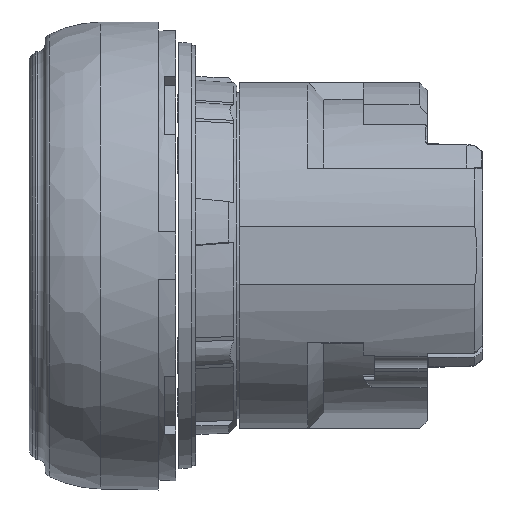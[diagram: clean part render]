
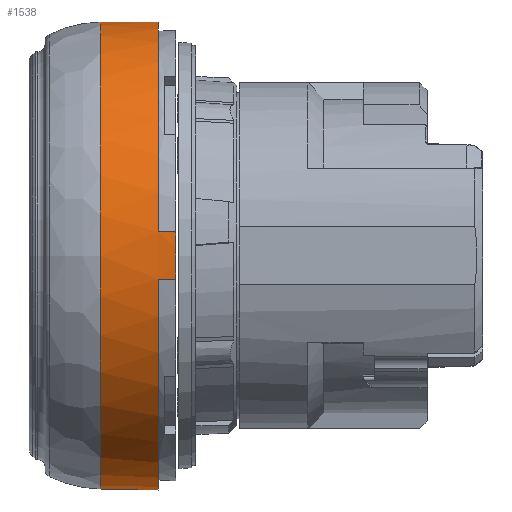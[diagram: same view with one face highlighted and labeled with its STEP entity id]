
A CAD part, left-side view. The second image highlights one B-rep face of the part: STEP entity #1538.
In plain terms, the highlighted conical face has half-angle 1 degrees and reference radius 14.75 mm.
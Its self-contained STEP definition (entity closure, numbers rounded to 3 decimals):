
#1231=B_SPLINE_CURVE_WITH_KNOTS('',3,(#8625,#8626,#8627,#8628),
 .UNSPECIFIED.,.F.,.F.,(4,4),(0.,1.),.UNSPECIFIED.);
#1232=B_SPLINE_CURVE_WITH_KNOTS('',3,(#8632,#8633,#8634,#8635),
 .UNSPECIFIED.,.F.,.F.,(4,4),(0.,1.),.UNSPECIFIED.);
#1233=B_SPLINE_CURVE_WITH_KNOTS('',3,(#8639,#8640,#8641,#8642),
 .UNSPECIFIED.,.F.,.F.,(4,4),(0.,1.),.UNSPECIFIED.);
#1234=B_SPLINE_CURVE_WITH_KNOTS('',3,(#8646,#8647,#8648,#8649),
 .UNSPECIFIED.,.F.,.F.,(4,4),(0.,1.),.UNSPECIFIED.);
#1415=CONICAL_SURFACE('',#6067,14.75,1.);
#1538=ADVANCED_FACE('',(#1997,#1998),#1415,.T.);
#1997=FACE_BOUND('',#2057,.T.);
#1998=FACE_BOUND('',#2058,.T.);
#2057=EDGE_LOOP('',(#2398));
#2058=EDGE_LOOP('',(#2399,#2400,#2401,#2402,#2403,#2404,#2405,#2406));
#2398=ORIENTED_EDGE('',*,*,#4742,.T.);
#2399=ORIENTED_EDGE('',*,*,#4749,.T.);
#2400=ORIENTED_EDGE('',*,*,#4750,.F.);
#2401=ORIENTED_EDGE('',*,*,#4751,.F.);
#2402=ORIENTED_EDGE('',*,*,#4752,.T.);
#2403=ORIENTED_EDGE('',*,*,#4753,.T.);
#2404=ORIENTED_EDGE('',*,*,#4754,.F.);
#2405=ORIENTED_EDGE('',*,*,#4755,.F.);
#2406=ORIENTED_EDGE('',*,*,#4756,.T.);
#4072=VERTEX_POINT('',#8574);
#4079=VERTEX_POINT('',#8623);
#4080=VERTEX_POINT('',#8624);
#4081=VERTEX_POINT('',#8629);
#4082=VERTEX_POINT('',#8631);
#4083=VERTEX_POINT('',#8636);
#4084=VERTEX_POINT('',#8638);
#4085=VERTEX_POINT('',#8643);
#4086=VERTEX_POINT('',#8645);
#4742=EDGE_CURVE('',#4072,#4072,#5710,.T.);
#4749=EDGE_CURVE('',#4079,#4080,#5717,.T.);
#4750=EDGE_CURVE('',#4081,#4080,#1231,.T.);
#4751=EDGE_CURVE('',#4082,#4081,#5718,.T.);
#4752=EDGE_CURVE('',#4082,#4083,#1232,.T.);
#4753=EDGE_CURVE('',#4083,#4084,#5719,.T.);
#4754=EDGE_CURVE('',#4085,#4084,#1233,.T.);
#4755=EDGE_CURVE('',#4086,#4085,#5720,.T.);
#4756=EDGE_CURVE('',#4086,#4079,#1234,.T.);
#5710=CIRCLE('',#6049,14.667);
#5717=CIRCLE('',#6063,14.731);
#5718=CIRCLE('',#6064,14.75);
#5719=CIRCLE('',#6065,14.731);
#5720=CIRCLE('',#6066,14.75);
#6049=AXIS2_PLACEMENT_3D('',#8573,#6778,#6779);
#6063=AXIS2_PLACEMENT_3D('',#8622,#6806,#6807);
#6064=AXIS2_PLACEMENT_3D('',#8630,#6808,#6809);
#6065=AXIS2_PLACEMENT_3D('',#8637,#6810,#6811);
#6066=AXIS2_PLACEMENT_3D('',#8644,#6812,#6813);
#6067=AXIS2_PLACEMENT_3D('',#8650,#6814,#6815);
#6778=DIRECTION('',(0.,-1.,0.));
#6779=DIRECTION('',(0.,0.,-1.));
#6806=DIRECTION('',(0.,1.,0.));
#6807=DIRECTION('',(0.,0.,-1.));
#6808=DIRECTION('',(0.,-1.,0.));
#6809=DIRECTION('',(0.,0.,-1.));
#6810=DIRECTION('',(0.,1.,0.));
#6811=DIRECTION('',(0.,0.,-1.));
#6812=DIRECTION('',(0.,-1.,0.));
#6813=DIRECTION('',(0.,0.,-1.));
#6814=DIRECTION('',(0.,-1.,0.));
#6815=DIRECTION('',(0.,0.,-1.));
#8573=CARTESIAN_POINT('',(0.,20.55,0.));
#8574=CARTESIAN_POINT('',(0.,20.55,-14.667));
#8622=CARTESIAN_POINT('',(0.,16.9,0.));
#8623=CARTESIAN_POINT('',(14.655,16.9,-1.49));
#8624=CARTESIAN_POINT('',(-14.655,16.9,-1.49));
#8625=CARTESIAN_POINT('',(-14.675,15.8,-1.49));
#8626=CARTESIAN_POINT('',(-14.668,16.167,-1.49));
#8627=CARTESIAN_POINT('',(-14.662,16.533,-1.49));
#8628=CARTESIAN_POINT('',(-14.655,16.9,-1.49));
#8629=CARTESIAN_POINT('',(-14.675,15.8,-1.49));
#8630=CARTESIAN_POINT('',(0.,15.8,0.));
#8631=CARTESIAN_POINT('',(-14.675,15.8,1.49));
#8632=CARTESIAN_POINT('',(-14.675,15.8,1.49));
#8633=CARTESIAN_POINT('',(-14.668,16.167,1.49));
#8634=CARTESIAN_POINT('',(-14.662,16.533,1.49));
#8635=CARTESIAN_POINT('',(-14.655,16.9,1.49));
#8636=CARTESIAN_POINT('',(-14.655,16.9,1.49));
#8637=CARTESIAN_POINT('',(0.,16.9,0.));
#8638=CARTESIAN_POINT('',(14.655,16.9,1.49));
#8639=CARTESIAN_POINT('',(14.675,15.8,1.49));
#8640=CARTESIAN_POINT('',(14.668,16.167,1.49));
#8641=CARTESIAN_POINT('',(14.662,16.533,1.49));
#8642=CARTESIAN_POINT('',(14.655,16.9,1.49));
#8643=CARTESIAN_POINT('',(14.675,15.8,1.49));
#8644=CARTESIAN_POINT('',(0.,15.8,0.));
#8645=CARTESIAN_POINT('',(14.675,15.8,-1.49));
#8646=CARTESIAN_POINT('',(14.675,15.8,-1.49));
#8647=CARTESIAN_POINT('',(14.668,16.167,-1.49));
#8648=CARTESIAN_POINT('',(14.662,16.533,-1.49));
#8649=CARTESIAN_POINT('',(14.655,16.9,-1.49));
#8650=CARTESIAN_POINT('',(0.,15.8,0.));
